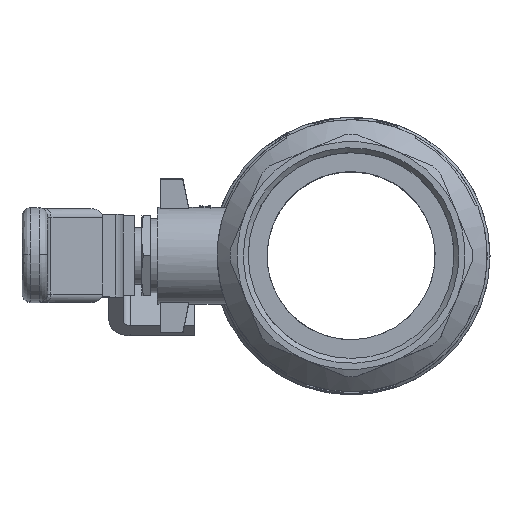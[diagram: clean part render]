
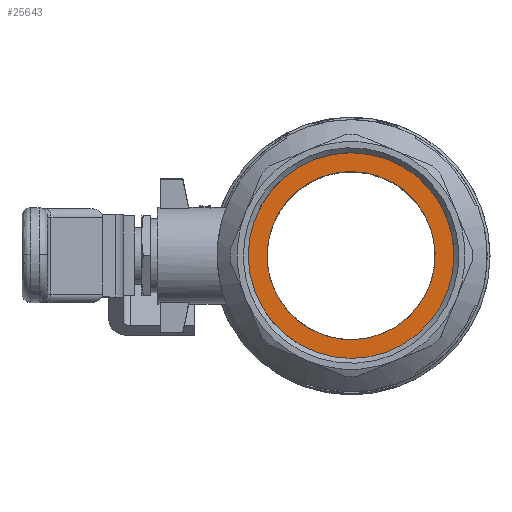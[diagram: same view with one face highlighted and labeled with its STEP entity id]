
A CAD part, top view. The second image highlights one B-rep face of the part: STEP entity #25643.
In plain terms, the highlighted planar face has unit normal (0, 0, 1).
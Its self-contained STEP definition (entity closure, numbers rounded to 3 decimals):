
#12467=ORIENTED_EDGE('',*,*,#16753,.T.);
#12468=ORIENTED_EDGE('',*,*,#16754,.T.);
#16753=EDGE_CURVE('',#19481,#19481,#20021,.T.);
#16754=EDGE_CURVE('',#19482,#19482,#20022,.T.);
#19481=VERTEX_POINT('',#56913);
#19482=VERTEX_POINT('',#56916);
#20021=CIRCLE('',#37973,29.5);
#20022=CIRCLE('',#37975,36.113);
#21442=EDGE_LOOP('',(#12467));
#21443=EDGE_LOOP('',(#12468));
#22987=FACE_BOUND('',#21442,.T.);
#22988=FACE_BOUND('',#21443,.T.);
#24267=PLANE('',#37974);
#25643=ADVANCED_FACE('',(#22987,#22988),#24267,.F.);
#37973=AXIS2_PLACEMENT_3D('',#56912,#46285,#46286);
#37974=AXIS2_PLACEMENT_3D('',#56914,#46287,#46288);
#37975=AXIS2_PLACEMENT_3D('',#56915,#46289,#46290);
#46285=DIRECTION('',(0.,0.,-1.));
#46286=DIRECTION('',(-0.924,-0.383,0.));
#46287=DIRECTION('',(0.,0.,-1.));
#46288=DIRECTION('',(0.,-1.,0.));
#46289=DIRECTION('',(0.,0.,1.));
#46290=DIRECTION('',(0.,-1.,0.));
#56912=CARTESIAN_POINT('',(0.,0.,1.));
#56913=CARTESIAN_POINT('',(-27.254,-11.289,1.));
#56914=CARTESIAN_POINT('',(-36.858,-1.052,1.));
#56915=CARTESIAN_POINT('',(0.,0.,1.));
#56916=CARTESIAN_POINT('',(0.,-36.113,1.));
